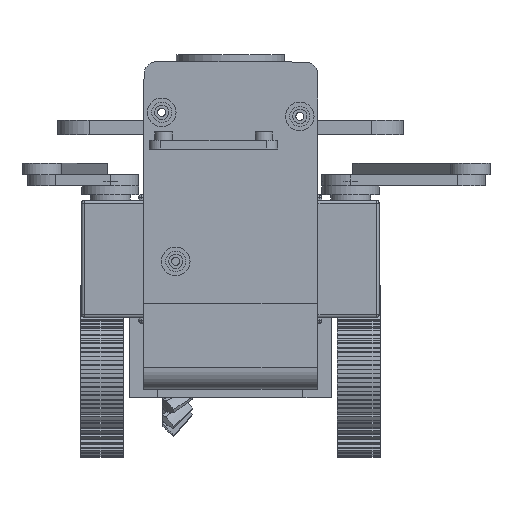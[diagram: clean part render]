
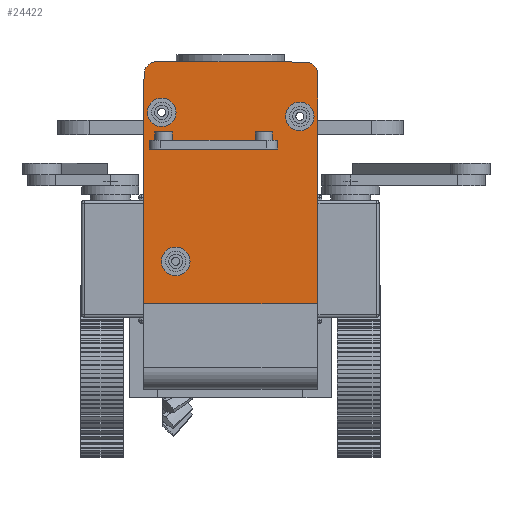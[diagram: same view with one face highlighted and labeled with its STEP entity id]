
A CAD part, front view. The second image highlights one B-rep face of the part: STEP entity #24422.
In plain terms, the highlighted face is planar.
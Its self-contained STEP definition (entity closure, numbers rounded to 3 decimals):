
#1395=FACE_BOUND('',#4317,.T.);
#1396=FACE_BOUND('',#4318,.T.);
#1397=FACE_BOUND('',#4319,.T.);
#1398=FACE_BOUND('',#4320,.T.);
#1632=PLANE('',#26112);
#2801=FACE_OUTER_BOUND('',#4316,.T.);
#4316=EDGE_LOOP('',(#19188,#19189,#19190,#19191,#19192,#19193,#19194,#19195));
#4317=EDGE_LOOP('',(#19196));
#4318=EDGE_LOOP('',(#19197));
#4319=EDGE_LOOP('',(#19198));
#4320=EDGE_LOOP('',(#19199));
#5548=LINE('',#45039,#7496);
#5551=LINE('',#45045,#7499);
#5552=LINE('',#45049,#7500);
#5553=LINE('',#45053,#7501);
#7496=VECTOR('',#29368,10.);
#7499=VECTOR('',#29373,10.);
#7500=VECTOR('',#29376,10.);
#7501=VECTOR('',#29379,10.);
#9551=CIRCLE('',#26110,4.5);
#9552=CIRCLE('',#26113,4.5);
#9553=CIRCLE('',#26114,4.5);
#9554=CIRCLE('',#26115,4.5);
#9555=CIRCLE('',#26116,5.);
#9556=CIRCLE('',#26117,5.);
#9557=CIRCLE('',#26118,5.);
#9558=CIRCLE('',#26119,5.);
#11003=VERTEX_POINT('',#45032);
#11004=VERTEX_POINT('',#45034);
#11005=VERTEX_POINT('',#45038);
#11007=VERTEX_POINT('',#45044);
#11008=VERTEX_POINT('',#45046);
#11009=VERTEX_POINT('',#45048);
#11010=VERTEX_POINT('',#45050);
#11011=VERTEX_POINT('',#45052);
#11012=VERTEX_POINT('',#45055);
#11013=VERTEX_POINT('',#45057);
#11014=VERTEX_POINT('',#45059);
#11015=VERTEX_POINT('',#45061);
#13958=EDGE_CURVE('',#11003,#11004,#9551,.T.);
#13960=EDGE_CURVE('',#11004,#11005,#5548,.T.);
#13963=EDGE_CURVE('',#11007,#11003,#5551,.F.);
#13964=EDGE_CURVE('',#11008,#11007,#9552,.T.);
#13965=EDGE_CURVE('',#11009,#11008,#5552,.T.);
#13966=EDGE_CURVE('',#11010,#11009,#9553,.T.);
#13967=EDGE_CURVE('',#11010,#11011,#5553,.F.);
#13968=EDGE_CURVE('',#11005,#11011,#9554,.T.);
#13969=EDGE_CURVE('',#11012,#11012,#9555,.T.);
#13970=EDGE_CURVE('',#11013,#11013,#9556,.T.);
#13971=EDGE_CURVE('',#11014,#11014,#9557,.T.);
#13972=EDGE_CURVE('',#11015,#11015,#9558,.T.);
#19188=ORIENTED_EDGE('',*,*,#13958,.F.);
#19189=ORIENTED_EDGE('',*,*,#13963,.F.);
#19190=ORIENTED_EDGE('',*,*,#13964,.F.);
#19191=ORIENTED_EDGE('',*,*,#13965,.F.);
#19192=ORIENTED_EDGE('',*,*,#13966,.F.);
#19193=ORIENTED_EDGE('',*,*,#13967,.T.);
#19194=ORIENTED_EDGE('',*,*,#13968,.F.);
#19195=ORIENTED_EDGE('',*,*,#13960,.F.);
#19196=ORIENTED_EDGE('',*,*,#13969,.T.);
#19197=ORIENTED_EDGE('',*,*,#13970,.T.);
#19198=ORIENTED_EDGE('',*,*,#13971,.T.);
#19199=ORIENTED_EDGE('',*,*,#13972,.T.);
#24422=ADVANCED_FACE('',(#2801,#1395,#1396,#1397,#1398),#1632,.T.);
#26110=AXIS2_PLACEMENT_3D('',#45035,#29363,#29364);
#26112=AXIS2_PLACEMENT_3D('',#45043,#29371,#29372);
#26113=AXIS2_PLACEMENT_3D('',#45047,#29374,#29375);
#26114=AXIS2_PLACEMENT_3D('',#45051,#29377,#29378);
#26115=AXIS2_PLACEMENT_3D('',#45054,#29380,#29381);
#26116=AXIS2_PLACEMENT_3D('',#45056,#29382,#29383);
#26117=AXIS2_PLACEMENT_3D('',#45058,#29384,#29385);
#26118=AXIS2_PLACEMENT_3D('',#45060,#29386,#29387);
#26119=AXIS2_PLACEMENT_3D('',#45062,#29388,#29389);
#29363=DIRECTION('center_axis',(0.,0.,
-1.));
#29364=DIRECTION('ref_axis',(-0.71,-0.705,0.));
#29368=DIRECTION('',(0.003,1.,0.));
#29371=DIRECTION('center_axis',(0.,0.,
1.));
#29372=DIRECTION('ref_axis',(-0.003,-1.,0.));
#29373=DIRECTION('',(1.,-0.003,0.));
#29374=DIRECTION('center_axis',(0.,0.,
-1.));
#29375=DIRECTION('ref_axis',(0.705,-0.71,0.));
#29376=DIRECTION('',(-0.003,-1.,0.));
#29377=DIRECTION('center_axis',(0.,0.,
-1.));
#29378=DIRECTION('ref_axis',(0.71,0.705,0.));
#29379=DIRECTION('',(1.,-0.003,0.));
#29380=DIRECTION('center_axis',(0.,0.,
-1.));
#29381=DIRECTION('ref_axis',(-0.705,0.71,0.));
#29382=DIRECTION('center_axis',(0.,0.,
-1.));
#29383=DIRECTION('ref_axis',(-1.,0.003,0.));
#29384=DIRECTION('center_axis',(0.,0.,
-1.));
#29385=DIRECTION('ref_axis',(-1.,0.003,0.));
#29386=DIRECTION('center_axis',(0.,0.,
-1.));
#29387=DIRECTION('ref_axis',(-1.,0.003,0.));
#29388=DIRECTION('center_axis',(0.,0.,
-1.));
#29389=DIRECTION('ref_axis',(-1.,0.003,0.));
#45032=CARTESIAN_POINT('',(-45.927,-94.875,126.644));
#45034=CARTESIAN_POINT('',(-50.412,-90.36,126.644));
#45035=CARTESIAN_POINT('Origin',(-45.912,-90.375,126.644));
#45038=CARTESIAN_POINT('',(-50.236,-38.583,126.644));
#45039=CARTESIAN_POINT('',(-50.525,-123.707,126.644));
#45043=CARTESIAN_POINT('Origin',(13.172,-65.673,126.644));
#45044=CARTESIAN_POINT('',(52.072,-95.207,126.644));
#45045=CARTESIAN_POINT('',(13.073,-95.075,126.644));
#45046=CARTESIAN_POINT('',(56.588,-90.723,126.644));
#45047=CARTESIAN_POINT('Origin',(52.088,-90.707,126.644));
#45048=CARTESIAN_POINT('',(56.763,-38.945,126.644));
#45049=CARTESIAN_POINT('',(56.672,-65.827,126.644));
#45050=CARTESIAN_POINT('',(52.279,-34.43,126.644));
#45051=CARTESIAN_POINT('Origin',(52.263,-38.93,126.644));
#45052=CARTESIAN_POINT('',(-45.721,-34.098,126.644));
#45053=CARTESIAN_POINT('',(40.529,-34.39,126.644));
#45054=CARTESIAN_POINT('Origin',(-45.736,-38.598,126.644));
#45055=CARTESIAN_POINT('',(-27.666,-88.704,126.644));
#45056=CARTESIAN_POINT('Origin',(-32.666,-88.687,126.644));
#45057=CARTESIAN_POINT('',(-26.232,-40.449,126.644));
#45058=CARTESIAN_POINT('Origin',(-31.232,-40.432,126.644));
#45059=CARTESIAN_POINT('',(48.697,-40.703,126.644));
#45060=CARTESIAN_POINT('Origin',(43.697,-40.686,126.644));
#45061=CARTESIAN_POINT('',(24.421,-83.801,126.644));
#45062=CARTESIAN_POINT('Origin',(19.421,-83.784,126.644));
